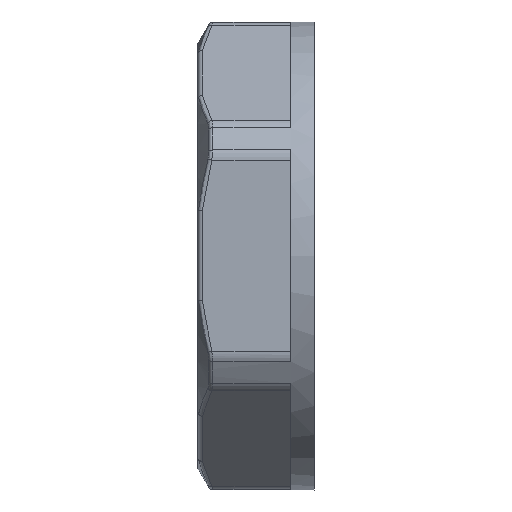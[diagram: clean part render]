
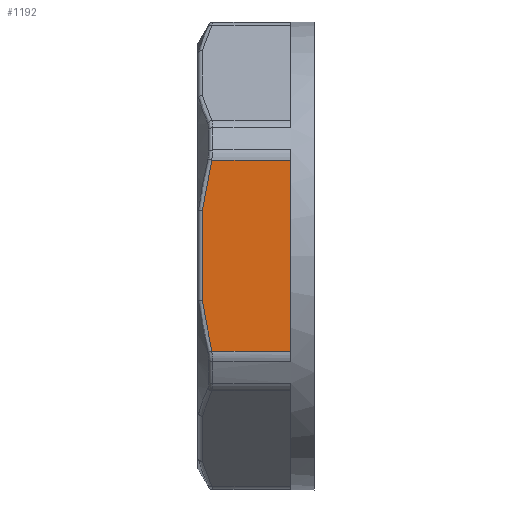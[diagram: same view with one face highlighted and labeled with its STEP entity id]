
A CAD part, top view. The second image highlights one B-rep face of the part: STEP entity #1192.
In plain terms, the highlighted planar face has unit normal (0, 0, 1).
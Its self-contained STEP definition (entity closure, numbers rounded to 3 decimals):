
#17=PLANE('',#1295);
#66=LINE('',#2054,#110);
#67=LINE('',#2101,#111);
#68=LINE('',#2103,#112);
#69=LINE('',#2110,#113);
#110=VECTOR('',#1475,3.521);
#111=VECTOR('',#1478,8.541);
#112=VECTOR('',#1479,3.521);
#113=VECTOR('',#1480,4.02);
#174=FACE_OUTER_BOUND('',#250,.T.);
#250=EDGE_LOOP('',(#863,#864,#865,#866,#867,#868));
#332=B_SPLINE_CURVE_WITH_KNOTS('',3,(#2081,#2082,#2083,#2084,#2085),
 .UNSPECIFIED.,.F.,.F.,(4,1,4),(0.369,0.501,0.599),
 .UNSPECIFIED.);
#334=B_SPLINE_CURVE_WITH_KNOTS('',3,(#2105,#2106,#2107,#2108,#2109),
 .UNSPECIFIED.,.F.,.F.,(4,1,4),(0.678,0.809,0.908),
 .UNSPECIFIED.);
#509=VERTEX_POINT('',#2044);
#510=VERTEX_POINT('',#2052);
#511=VERTEX_POINT('',#2080);
#512=VERTEX_POINT('',#2100);
#513=VERTEX_POINT('',#2102);
#514=VERTEX_POINT('',#2104);
#642=EDGE_CURVE('',#510,#509,#66,.T.);
#643=EDGE_CURVE('',#509,#511,#332,.T.);
#645=EDGE_CURVE('',#510,#512,#67,.T.);
#646=EDGE_CURVE('',#513,#512,#68,.T.);
#647=EDGE_CURVE('',#514,#513,#334,.T.);
#648=EDGE_CURVE('',#511,#514,#69,.T.);
#863=ORIENTED_EDGE('',*,*,#642,.F.);
#864=ORIENTED_EDGE('',*,*,#645,.T.);
#865=ORIENTED_EDGE('',*,*,#646,.F.);
#866=ORIENTED_EDGE('',*,*,#647,.F.);
#867=ORIENTED_EDGE('',*,*,#648,.F.);
#868=ORIENTED_EDGE('',*,*,#643,.F.);
#1192=ADVANCED_FACE('',(#174),#17,.F.);
#1295=AXIS2_PLACEMENT_3D('',#2099,#1476,#1477);
#1475=DIRECTION('',(-1.,0.,0.));
#1476=DIRECTION('center_axis',(0.,0.,-1.));
#1477=DIRECTION('ref_axis',(0.,1.,0.));
#1478=DIRECTION('',(0.,1.,0.));
#1479=DIRECTION('',(1.,0.,0.));
#1480=DIRECTION('',(0.,1.,0.));
#2044=CARTESIAN_POINT('',(-4.571,-4.271,9.43));
#2052=CARTESIAN_POINT('',(-1.05,-4.271,9.43));
#2054=CARTESIAN_POINT('',(-0.525,-4.271,9.43));
#2080=CARTESIAN_POINT('',(-4.99,-2.01,9.43));
#2081=CARTESIAN_POINT('Ctrl Pts',(-4.571,-4.271,9.43));
#2082=CARTESIAN_POINT('Ctrl Pts',(-4.675,-3.843,9.43));
#2083=CARTESIAN_POINT('Ctrl Pts',(-4.835,-3.092,9.43));
#2084=CARTESIAN_POINT('Ctrl Pts',(-4.95,-2.334,9.43));
#2085=CARTESIAN_POINT('Ctrl Pts',(-4.99,-2.01,9.43));
#2099=CARTESIAN_POINT('Origin',(-5.19,-4.503,9.43));
#2100=CARTESIAN_POINT('',(-1.05,4.271,9.43));
#2101=CARTESIAN_POINT('',(-1.05,4.503,9.43));
#2102=CARTESIAN_POINT('',(-4.571,4.271,9.43));
#2103=CARTESIAN_POINT('',(-0.525,4.271,9.43));
#2104=CARTESIAN_POINT('',(-4.99,2.01,9.43));
#2105=CARTESIAN_POINT('Ctrl Pts',(-4.99,2.01,9.43));
#2106=CARTESIAN_POINT('Ctrl Pts',(-4.937,2.443,9.43));
#2107=CARTESIAN_POINT('Ctrl Pts',(-4.814,3.201,9.43));
#2108=CARTESIAN_POINT('Ctrl Pts',(-4.649,3.95,9.43));
#2109=CARTESIAN_POINT('Ctrl Pts',(-4.571,4.271,9.43));
#2110=CARTESIAN_POINT('',(-4.99,2.973,9.43));
